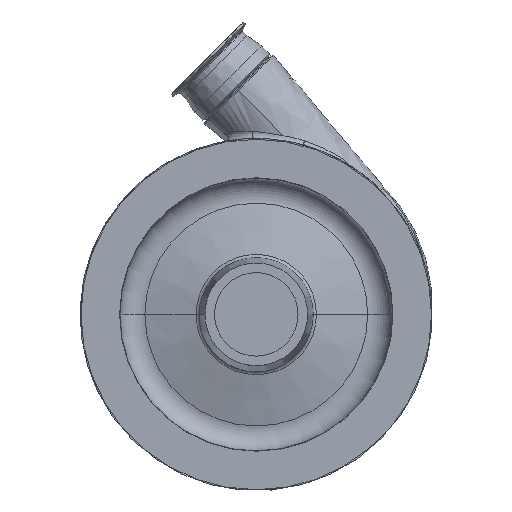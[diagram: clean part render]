
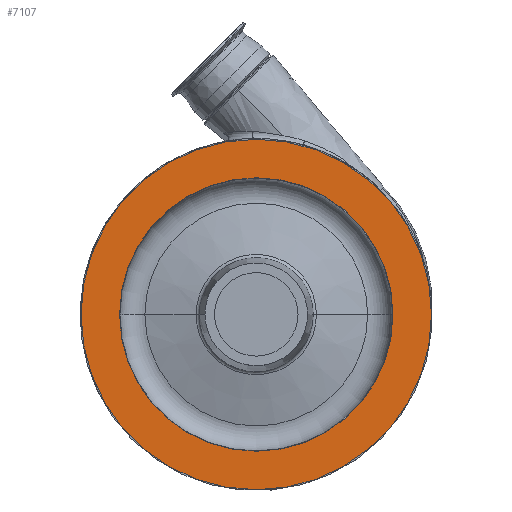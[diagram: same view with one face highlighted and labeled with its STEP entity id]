
A CAD part, top view. The second image highlights one B-rep face of the part: STEP entity #7107.
In plain terms, the highlighted planar face has unit normal (0, 0, 1).
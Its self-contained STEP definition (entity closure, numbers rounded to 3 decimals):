
#637 = FACE_BOUND ( 'NONE', #4277, .T. ) ;
#693 = PLANE ( 'NONE',  #7452 ) ;
#1015 = EDGE_LOOP ( 'NONE', ( #10636, #6089 ) ) ;
#1200 = DIRECTION ( 'NONE',  ( -1., 0., 0. ) ) ;
#1753 = AXIS2_PLACEMENT_3D ( 'NONE', #1819, #10515, #9706 ) ;
#1819 = CARTESIAN_POINT ( 'NONE',  ( 0., 0., 257. ) ) ;
#1992 = ORIENTED_EDGE ( 'NONE', *, *, #10180, .T. ) ;
#2209 = VERTEX_POINT ( 'NONE', #10750 ) ;
#2524 = CIRCLE ( 'NONE', #10383, 158.354 ) ;
#2545 = ORIENTED_EDGE ( 'NONE', *, *, #9215, .T. ) ;
#2615 = DIRECTION ( 'NONE',  ( 0., 0., -1. ) ) ;
#2719 = DIRECTION ( 'NONE',  ( 0., 0., -1. ) ) ;
#2876 = CARTESIAN_POINT ( 'NONE',  ( -158.354, 0., 257. ) ) ;
#2878 = CIRCLE ( 'NONE', #3236, 203. ) ;
#3236 = AXIS2_PLACEMENT_3D ( 'NONE', #7634, #2615, #11315 ) ;
#3331 = FACE_OUTER_BOUND ( 'NONE', #1015, .T. ) ;
#3578 = VERTEX_POINT ( 'NONE', #5499 ) ;
#3914 = EDGE_CURVE ( 'NONE', #4967, #2209, #5607, .T. ) ;
#4201 = CARTESIAN_POINT ( 'NONE',  ( 0., 158.354, 257. ) ) ;
#4277 = EDGE_LOOP ( 'NONE', ( #1992, #2545 ) ) ;
#4967 = VERTEX_POINT ( 'NONE', #8262 ) ;
#5499 = CARTESIAN_POINT ( 'NONE',  ( 158.354, 0., 257. ) ) ;
#5607 = CIRCLE ( 'NONE', #1753, 203. ) ;
#6089 = ORIENTED_EDGE ( 'NONE', *, *, #6334, .F. ) ;
#6206 = DIRECTION ( 'NONE',  ( -1., 0., 0. ) ) ;
#6334 = EDGE_CURVE ( 'NONE', #2209, #4967, #2878, .T. ) ;
#6551 = AXIS2_PLACEMENT_3D ( 'NONE', #8047, #10585, #1200 ) ;
#6824 = DIRECTION ( 'NONE',  ( 1., 0., 0. ) ) ;
#7107 = ADVANCED_FACE ( 'NONE', ( #637, #3331 ), #693, .T. ) ;
#7422 = VERTEX_POINT ( 'NONE', #2876 ) ;
#7452 = AXIS2_PLACEMENT_3D ( 'NONE', #4201, #11177, #6824 ) ;
#7634 = CARTESIAN_POINT ( 'NONE',  ( 0., 0., 257. ) ) ;
#8047 = CARTESIAN_POINT ( 'NONE',  ( 0., 0., 257. ) ) ;
#8262 = CARTESIAN_POINT ( 'NONE',  ( -203., 0., 257. ) ) ;
#9215 = EDGE_CURVE ( 'NONE', #3578, #7422, #2524, .T. ) ;
#9462 = CIRCLE ( 'NONE', #6551, 158.354 ) ;
#9706 = DIRECTION ( 'NONE',  ( -1., 0., 0. ) ) ;
#10180 = EDGE_CURVE ( 'NONE', #7422, #3578, #9462, .T. ) ;
#10383 = AXIS2_PLACEMENT_3D ( 'NONE', #10552, #2719, #6206 ) ;
#10515 = DIRECTION ( 'NONE',  ( 0., 0., -1. ) ) ;
#10552 = CARTESIAN_POINT ( 'NONE',  ( 0., 0., 257. ) ) ;
#10585 = DIRECTION ( 'NONE',  ( 0., 0., -1. ) ) ;
#10636 = ORIENTED_EDGE ( 'NONE', *, *, #3914, .F. ) ;
#10750 = CARTESIAN_POINT ( 'NONE',  ( 203., 0., 257. ) ) ;
#11177 = DIRECTION ( 'NONE',  ( 0., 0., 1. ) ) ;
#11315 = DIRECTION ( 'NONE',  ( -1., 0., 0. ) ) ;
